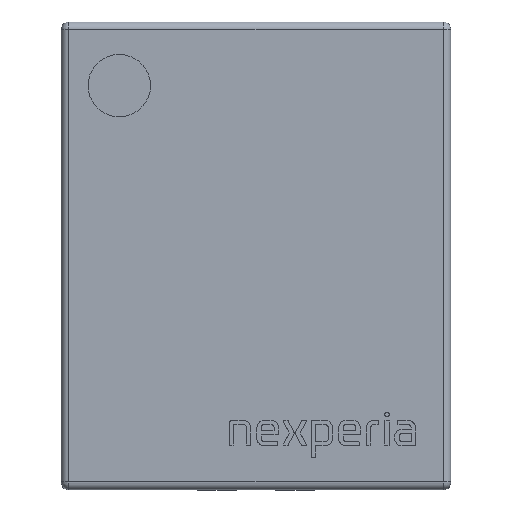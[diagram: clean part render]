
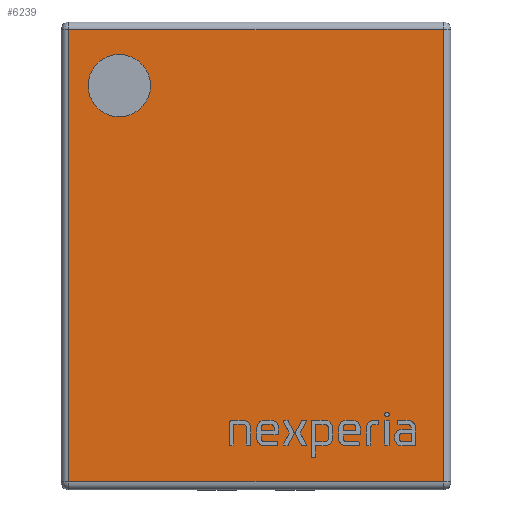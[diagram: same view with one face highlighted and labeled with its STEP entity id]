
A CAD part, top view. The second image highlights one B-rep face of the part: STEP entity #6239.
In plain terms, the highlighted planar face has unit normal (0, 0, 1).
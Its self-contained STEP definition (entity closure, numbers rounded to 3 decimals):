
#556=FACE_OUTER_BOUND('',#921,.T.);
#921=EDGE_LOOP('',(#4589,#4590,#4591,#4592));
#1395=LINE('',#9292,#2072);
#1397=LINE('',#9304,#2074);
#1398=LINE('',#9306,#2075);
#1400=LINE('',#9309,#2077);
#2072=VECTOR('',#7585,10.);
#2074=VECTOR('',#7601,10.);
#2075=VECTOR('',#7604,10.);
#2077=VECTOR('',#7608,10.);
#2720=VERTEX_POINT('',#9262);
#2724=VERTEX_POINT('',#9273);
#2728=VERTEX_POINT('',#9285);
#2730=VERTEX_POINT('',#9295);
#3415=EDGE_CURVE('',#2720,#2728,#1395,.T.);
#3421=EDGE_CURVE('',#2728,#2730,#1397,.T.);
#3422=EDGE_CURVE('',#2730,#2724,#1398,.T.);
#3424=EDGE_CURVE('',#2724,#2720,#1400,.T.);
#4589=ORIENTED_EDGE('',*,*,#3415,.F.);
#4590=ORIENTED_EDGE('',*,*,#3424,.F.);
#4591=ORIENTED_EDGE('',*,*,#3422,.F.);
#4592=ORIENTED_EDGE('',*,*,#3421,.F.);
#5962=PLANE('',#6741);
#6239=ADVANCED_FACE('',(#556),#5962,.T.);
#6741=AXIS2_PLACEMENT_3D('',#9321,#7621,#7622);
#7585=DIRECTION('',(0.,1.,0.));
#7601=DIRECTION('',(1.,0.,0.));
#7604=DIRECTION('',(0.,-1.,0.));
#7608=DIRECTION('',(-1.,0.,0.));
#7621=DIRECTION('center_axis',(0.,0.,1.));
#7622=DIRECTION('ref_axis',(1.,0.,0.));
#9262=CARTESIAN_POINT('',(-1.2,-1.45,0.95));
#9273=CARTESIAN_POINT('',(1.2,-1.45,0.95));
#9285=CARTESIAN_POINT('',(-1.2,1.45,0.95));
#9292=CARTESIAN_POINT('',(-1.2,0.75,0.95));
#9295=CARTESIAN_POINT('',(1.2,1.45,0.95));
#9304=CARTESIAN_POINT('',(0.625,1.45,0.95));
#9306=CARTESIAN_POINT('',(1.2,-0.75,0.95));
#9309=CARTESIAN_POINT('',(-0.625,-1.45,0.95));
#9321=CARTESIAN_POINT('Origin',(0.,0.,0.95));
